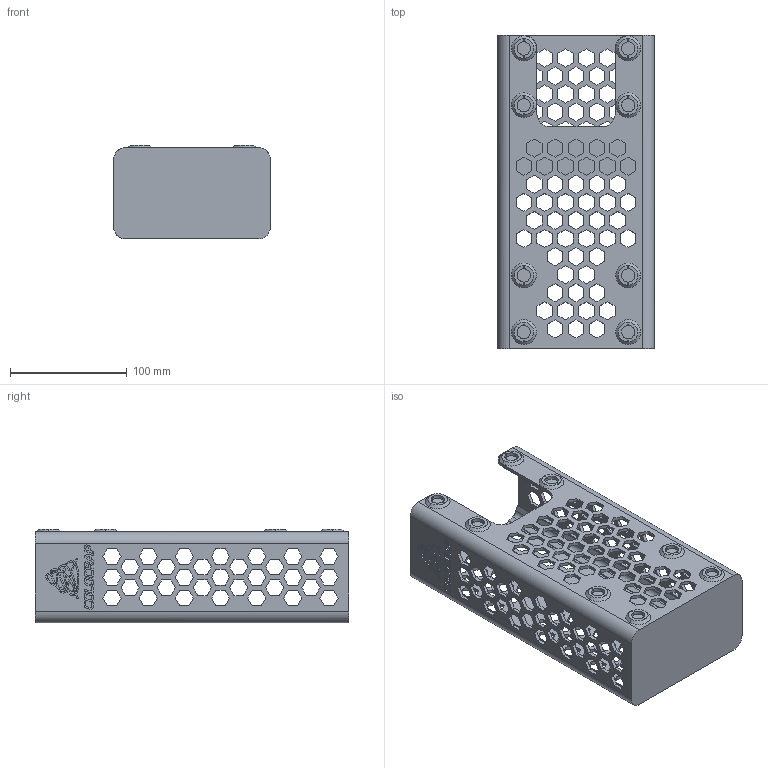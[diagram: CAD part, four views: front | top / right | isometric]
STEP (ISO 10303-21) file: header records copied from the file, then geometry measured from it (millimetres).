
FILE_DESCRIPTION(('FreeCAD Model'),'2;1');
FILE_NAME('Open CASCADE Shape Model','2025-05-03T08:17:32',('FreeCAD'),( 'FreeCAD'),'Open CASCADE STEP processor 7.6','FreeCAD','Unknown');
FILE_SCHEMA(('AUTOMOTIVE_DESIGN { 1 0 10303 214 1 1 1 1 }'));
Products named in the file (1): Open CASCADE STEP translator 7.6 1
Bounding box: 134.12 x 268.23 x 80.47 mm (x, y, z)
Volume: 281304.6 mm3; surface area: 208370.8 mm2
Topology: 1 solids, 1 shells, 2148 faces, 6513 edges, 4430 vertices
Faces by surface type: bspline 2148
Entity records: 68168 total; most frequent: CARTESIAN_POINT 28363, ORIENTED_EDGE 13026, EDGE_CURVE 6513, B_SPLINE_CURVE_WITH_KNOTS 6383, VERTEX_POINT 4430, FACE_BOUND 2607, EDGE_LOOP 2607, ADVANCED_FACE 2148
